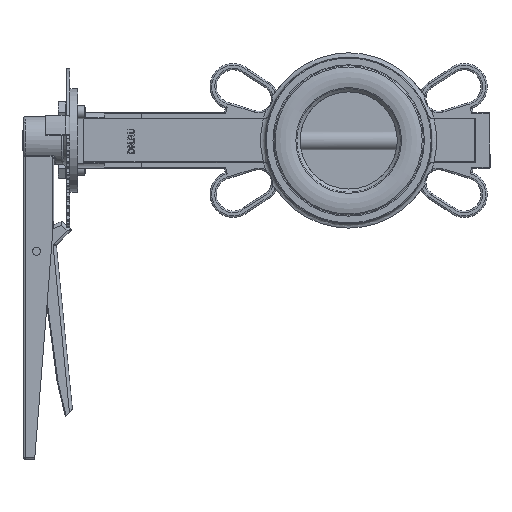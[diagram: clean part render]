
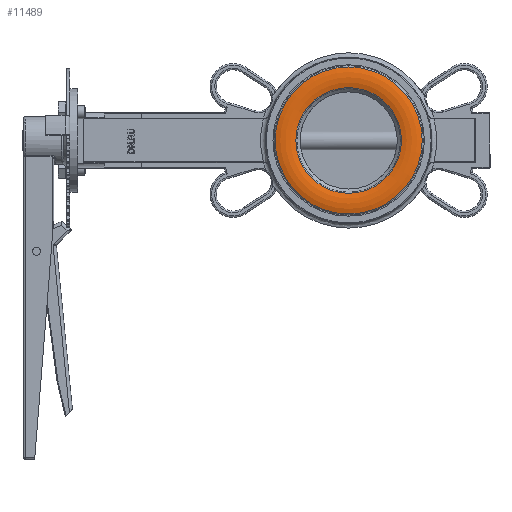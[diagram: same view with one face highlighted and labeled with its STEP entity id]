
A CAD part, left-side view. The second image highlights one B-rep face of the part: STEP entity #11489.
In plain terms, the highlighted toroidal (fillet/blend) face has major radius 39.65 mm and minor radius 19.175 mm.
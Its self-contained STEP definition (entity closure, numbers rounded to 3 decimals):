
#222=TOROIDAL_SURFACE('',#12619,39.65,19.175);
#1121=FACE_OUTER_BOUND('',#1774,.T.);
#1774=EDGE_LOOP('',(#8817,#8818,#8819,#8820));
#2406=CIRCLE('',#12601,46.138);
#2409=CIRCLE('',#12606,33.162);
#2415=CIRCLE('',#12620,19.175);
#4862=VERTEX_POINT('',#20429);
#4864=VERTEX_POINT('',#20438);
#6239=EDGE_CURVE('',#4862,#4862,#2406,.T.);
#6243=EDGE_CURVE('',#4864,#4864,#2409,.T.);
#6260=EDGE_CURVE('',#4862,#4864,#2415,.T.);
#8817=ORIENTED_EDGE('',*,*,#6239,.F.);
#8818=ORIENTED_EDGE('',*,*,#6260,.T.);
#8819=ORIENTED_EDGE('',*,*,#6243,.F.);
#8820=ORIENTED_EDGE('',*,*,#6260,.F.);
#11489=ADVANCED_FACE('',(#1121),#222,.T.);
#12601=AXIS2_PLACEMENT_3D('',#20431,#14809,#14810);
#12606=AXIS2_PLACEMENT_3D('',#20439,#14820,#14821);
#12619=AXIS2_PLACEMENT_3D('',#20543,#14851,#14852);
#12620=AXIS2_PLACEMENT_3D('',#20544,#14853,#14854);
#14809=DIRECTION('center_axis',(0.,0.,1.));
#14810=DIRECTION('ref_axis',(0.,1.,0.));
#14820=DIRECTION('center_axis',(0.,0.,-1.));
#14821=DIRECTION('ref_axis',(0.,1.,0.));
#14851=DIRECTION('center_axis',(0.,0.,1.));
#14852=DIRECTION('ref_axis',(1.,0.,0.));
#14853=DIRECTION('center_axis',(0.,-1.,0.));
#14854=DIRECTION('ref_axis',(-1.,0.,0.));
#20429=CARTESIAN_POINT('',(-46.138,25.907,-63.253));
#20431=CARTESIAN_POINT('Origin',(0.,25.907,-63.253));
#20438=CARTESIAN_POINT('',(-33.162,25.907,-63.253));
#20439=CARTESIAN_POINT('Origin',(0.,25.907,-63.253));
#20543=CARTESIAN_POINT('Origin',(0.,25.907,-45.209));
#20544=CARTESIAN_POINT('Origin',(-39.65,25.907,-45.209));
